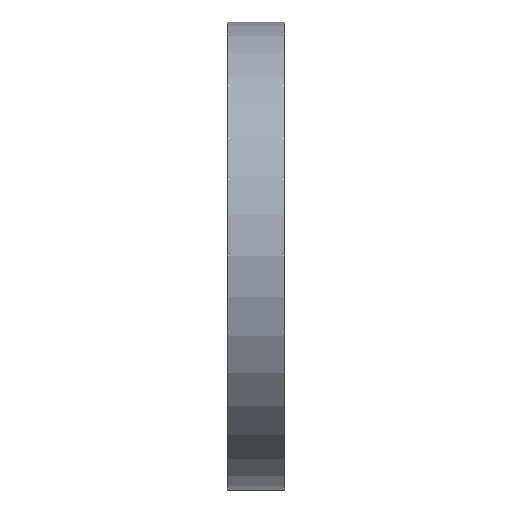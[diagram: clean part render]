
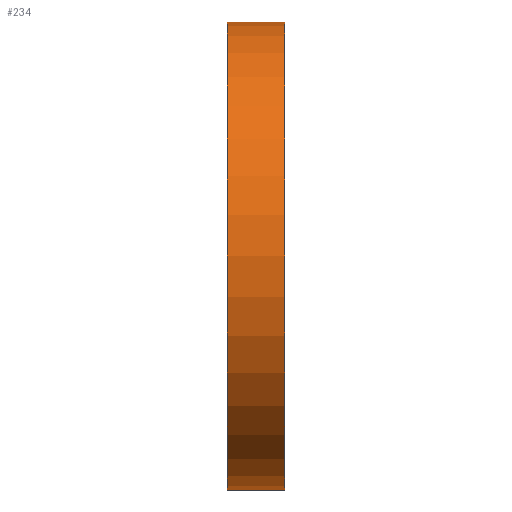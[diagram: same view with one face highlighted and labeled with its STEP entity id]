
A CAD part, left-side view. The second image highlights one B-rep face of the part: STEP entity #234.
In plain terms, the highlighted cylindrical face has radius 32 mm (diameter 64 mm), a partial arc.
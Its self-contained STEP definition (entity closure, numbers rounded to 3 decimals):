
#3 = ORIENTED_EDGE ( 'NONE', *, *, #203, .F. ) ;
#7 = DIRECTION ( 'NONE',  ( 0., 1., 0. ) ) ;
#12 = DIRECTION ( 'NONE',  ( 0., -1., 0. ) ) ;
#13 = DIRECTION ( 'NONE',  ( 0., -1., 0. ) ) ;
#20 = EDGE_CURVE ( 'NONE', #113, #216, #242, .T. ) ;
#21 = EDGE_CURVE ( 'NONE', #230, #58, #148, .T. ) ;
#32 = CARTESIAN_POINT ( 'NONE',  ( 0., 7.8, 0. ) ) ;
#36 = FACE_OUTER_BOUND ( 'NONE', #40, .T. ) ;
#38 = ORIENTED_EDGE ( 'NONE', *, *, #20, .T. ) ;
#40 = EDGE_LOOP ( 'NONE', ( #193, #3, #38, #210 ) ) ;
#46 = CIRCLE ( 'NONE', #247, 32. ) ;
#58 = VERTEX_POINT ( 'NONE', #169 ) ;
#66 = DIRECTION ( 'NONE',  ( 1., 0., 0. ) ) ;
#82 = CARTESIAN_POINT ( 'NONE',  ( 0., 0., 0. ) ) ;
#111 = EDGE_CURVE ( 'NONE', #216, #58, #46, .T. ) ;
#113 = VERTEX_POINT ( 'NONE', #218 ) ;
#115 = DIRECTION ( 'NONE',  ( 0., -1., 0. ) ) ;
#126 = CARTESIAN_POINT ( 'NONE',  ( 0., 8., -32. ) ) ;
#130 = VECTOR ( 'NONE', #13, 1000. ) ;
#148 = LINE ( 'NONE', #200, #130 ) ;
#156 = CYLINDRICAL_SURFACE ( 'NONE', #225, 32. ) ;
#165 = DIRECTION ( 'NONE',  ( 0., 0., 1. ) ) ;
#169 = CARTESIAN_POINT ( 'NONE',  ( 0., 0., 32. ) ) ;
#190 = DIRECTION ( 'NONE',  ( 0., 0., -1. ) ) ;
#193 = ORIENTED_EDGE ( 'NONE', *, *, #21, .F. ) ;
#200 = CARTESIAN_POINT ( 'NONE',  ( 0., 8., 32. ) ) ;
#201 = DIRECTION ( 'NONE',  ( 0., 1., 0. ) ) ;
#202 = AXIS2_PLACEMENT_3D ( 'NONE', #32, #7, #165 ) ;
#203 = EDGE_CURVE ( 'NONE', #113, #230, #237, .T. ) ;
#204 = CARTESIAN_POINT ( 'NONE',  ( 0., 0., -32. ) ) ;
#209 = CARTESIAN_POINT ( 'NONE',  ( 0., 8., 0. ) ) ;
#210 = ORIENTED_EDGE ( 'NONE', *, *, #111, .T. ) ;
#216 = VERTEX_POINT ( 'NONE', #204 ) ;
#218 = CARTESIAN_POINT ( 'NONE',  ( 0., 7.8, -32. ) ) ;
#225 = AXIS2_PLACEMENT_3D ( 'NONE', #209, #115, #190 ) ;
#228 = CARTESIAN_POINT ( 'NONE',  ( 0., 7.8, 32. ) ) ;
#230 = VERTEX_POINT ( 'NONE', #228 ) ;
#234 = ADVANCED_FACE ( 'NONE', ( #36 ), #156, .T. ) ;
#236 = VECTOR ( 'NONE', #12, 1000. ) ;
#237 = CIRCLE ( 'NONE', #202, 32. ) ;
#242 = LINE ( 'NONE', #126, #236 ) ;
#247 = AXIS2_PLACEMENT_3D ( 'NONE', #82, #201, #66 ) ;
